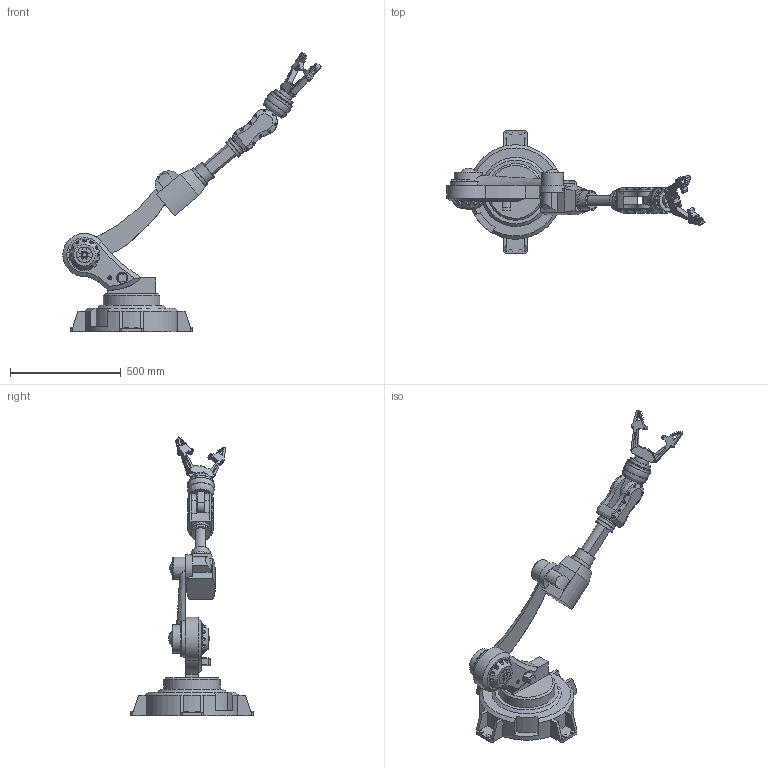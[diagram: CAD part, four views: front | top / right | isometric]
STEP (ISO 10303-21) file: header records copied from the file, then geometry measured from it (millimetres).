
FILE_DESCRIPTION(('FreeCAD Model'),'2;1');
FILE_NAME('Open CASCADE Shape Model','2025-05-07T18:07:52',('FreeCAD'),( 'FreeCAD'),'Open CASCADE STEP processor 7.6','FreeCAD','Unknown');
FILE_SCHEMA(('AUTOMOTIVE_DESIGN { 1 0 10303 214 1 1 1 1 }'));
Length unit declared in the file: millimetre
Products named in the file (1): Open CASCADE STEP translator 7.6 1
Bounding box: 1163.94 x 553.15 x 1258.49 mm (x, y, z)
Volume: 33046857.3 mm3; surface area: 1638452.5 mm2
Topology: 25 solids, 25 shells, 919 faces, 1965 edges, 1275 vertices
Faces by surface type: bspline 919
Entity records: 27915 total; most frequent: CARTESIAN_POINT 15754, ORIENTED_EDGE 3918, EDGE_CURVE 1959, VERTEX_POINT 1273, B_SPLINE_CURVE_WITH_KNOTS 1177, FACE_BOUND 1149, EDGE_LOOP 1149, ADVANCED_FACE 918
